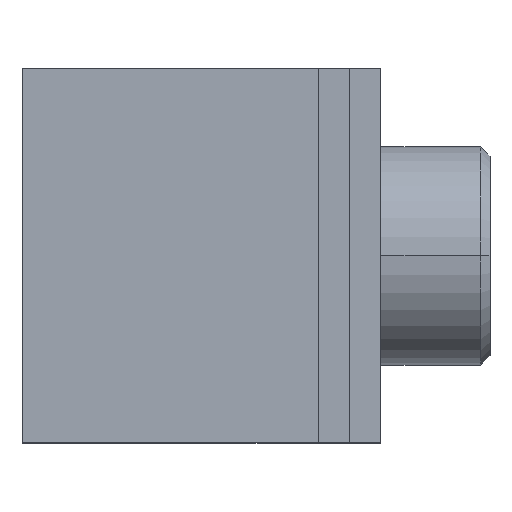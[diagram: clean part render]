
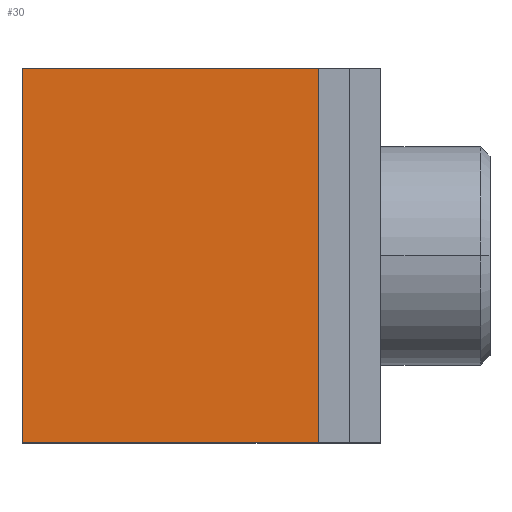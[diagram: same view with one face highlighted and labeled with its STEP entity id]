
A CAD part, top view. The second image highlights one B-rep face of the part: STEP entity #30.
In plain terms, the highlighted planar face has unit normal (0, 0, 1).
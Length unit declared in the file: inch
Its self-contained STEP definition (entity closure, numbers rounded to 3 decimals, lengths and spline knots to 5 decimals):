
#16 = CARTESIAN_POINT ( 'NONE',  ( -0.1378, 0.23622, 0.1378 ) ) ;
#30 = ADVANCED_FACE ( 'NONE', ( #888 ), #2243, .F. ) ;
#161 = VERTEX_POINT ( 'NONE', #2154 ) ;
#181 = DIRECTION ( 'NONE',  ( 0., 0., -1. ) ) ;
#185 = VECTOR ( 'NONE', #1888, 39.37008 ) ;
#340 = EDGE_CURVE ( 'NONE', #643, #1239, #999, .T. ) ;
#550 = ORIENTED_EDGE ( 'NONE', *, *, #1801, .T. ) ;
#643 = VERTEX_POINT ( 'NONE', #2028 ) ;
#656 = CARTESIAN_POINT ( 'NONE',  ( -0.1378, -0.23622, 0.1378 ) ) ;
#676 = CARTESIAN_POINT ( 'NONE',  ( -0.1378, 0.23622, 0.1378 ) ) ;
#711 = LINE ( 'NONE', #1763, #1358 ) ;
#728 = VERTEX_POINT ( 'NONE', #2042 ) ;
#759 = EDGE_CURVE ( 'NONE', #728, #161, #2235, .T. ) ;
#796 = ORIENTED_EDGE ( 'NONE', *, *, #340, .T. ) ;
#888 = FACE_OUTER_BOUND ( 'NONE', #2027, .T. ) ;
#928 = DIRECTION ( 'NONE',  ( 0., -1., 0. ) ) ;
#936 = CARTESIAN_POINT ( 'NONE',  ( -0.21654, -0.23622, 0.1378 ) ) ;
#999 = LINE ( 'NONE', #656, #1959 ) ;
#1051 = AXIS2_PLACEMENT_3D ( 'NONE', #16, #181, #1066 ) ;
#1066 = DIRECTION ( 'NONE',  ( -1., 0., 0. ) ) ;
#1136 = CARTESIAN_POINT ( 'NONE',  ( -0.59055, 0.23622, 0.1378 ) ) ;
#1239 = VERTEX_POINT ( 'NONE', #936 ) ;
#1240 = DIRECTION ( 'NONE',  ( 0., 1., 0. ) ) ;
#1260 = ORIENTED_EDGE ( 'NONE', *, *, #1585, .T. ) ;
#1358 = VECTOR ( 'NONE', #1240, 39.37008 ) ;
#1572 = VECTOR ( 'NONE', #928, 39.37008 ) ;
#1585 = EDGE_CURVE ( 'NONE', #1239, #161, #711, .T. ) ;
#1677 = DIRECTION ( 'NONE',  ( 1., 0., 0. ) ) ;
#1763 = CARTESIAN_POINT ( 'NONE',  ( -0.21654, -0.23622, 0.1378 ) ) ;
#1801 = EDGE_CURVE ( 'NONE', #728, #643, #2007, .T. ) ;
#1881 = ORIENTED_EDGE ( 'NONE', *, *, #759, .F. ) ;
#1888 = DIRECTION ( 'NONE',  ( 1., 0., 0. ) ) ;
#1959 = VECTOR ( 'NONE', #1677, 39.37008 ) ;
#2007 = LINE ( 'NONE', #1136, #1572 ) ;
#2027 = EDGE_LOOP ( 'NONE', ( #796, #1260, #1881, #550 ) ) ;
#2028 = CARTESIAN_POINT ( 'NONE',  ( -0.59055, -0.23622, 0.1378 ) ) ;
#2042 = CARTESIAN_POINT ( 'NONE',  ( -0.59055, 0.23622, 0.1378 ) ) ;
#2154 = CARTESIAN_POINT ( 'NONE',  ( -0.21654, 0.23622, 0.1378 ) ) ;
#2235 = LINE ( 'NONE', #676, #185 ) ;
#2243 = PLANE ( 'NONE',  #1051 ) ;
